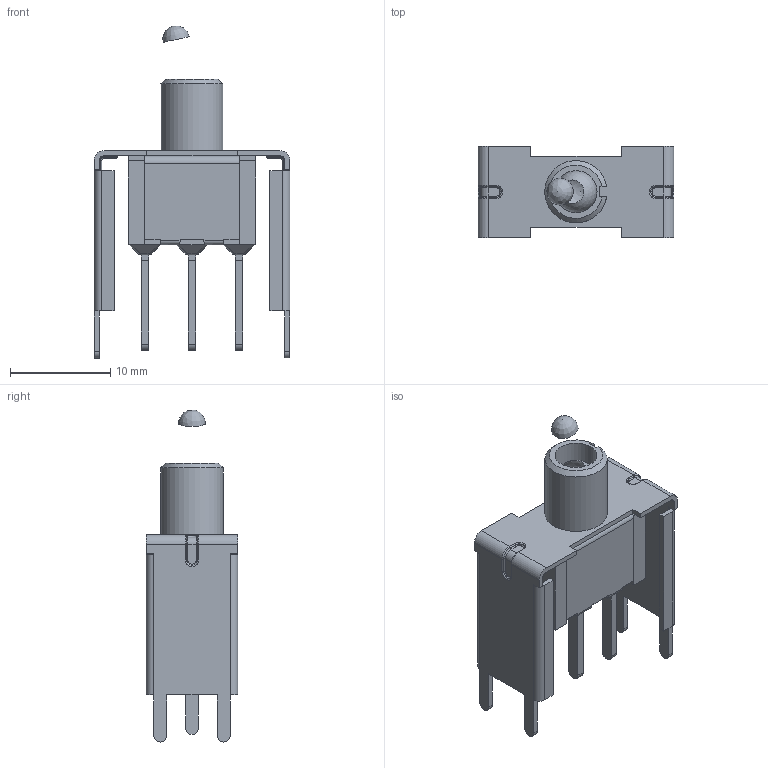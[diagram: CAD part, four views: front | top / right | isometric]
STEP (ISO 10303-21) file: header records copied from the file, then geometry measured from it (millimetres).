
FILE_DESCRIPTION(/* description */ (''),/* implementation_level */ '2;1');
FILE_NAME(/* name */ '100SPxT2B4VS5xE.stp',/* time_stamp */ '2026-01-16T18:54:18-06:00',/* author */ ('jmeyers'),/* organization */ (''),/* preprocessor_version */ 'ST-DEVELOPER v18.1',/* originating_system */ 'Autodesk Inventor 2022',/* authorisation */ '');
FILE_SCHEMA (('AUTOMOTIVE_DESIGN { 1 0 10303 214 3 1 1 }'));
Length unit declared in the file: inch
Products named in the file (1): Part156
Bounding box: 19.56 x 9.14 x 33.13 mm (x, y, z)
Volume: 1267.9 mm3; surface area: 2032.3 mm2
Topology: 2 solids, 6 shells, 372 faces, 924 edges, 553 vertices
Faces by surface type: plane 219, cylinder 104, torus 32, sphere 14, cone 2, bspline 1
Full cylindrical faces by diameter (mm): 4.2 x2
Entity records: 10841 total; most frequent: DIRECTION 1915, CARTESIAN_POINT 1885, ORIENTED_EDGE 1822, EDGE_CURVE 911, LINE 647, VECTOR 647, AXIS2_PLACEMENT_3D 634, VERTEX_POINT 553
